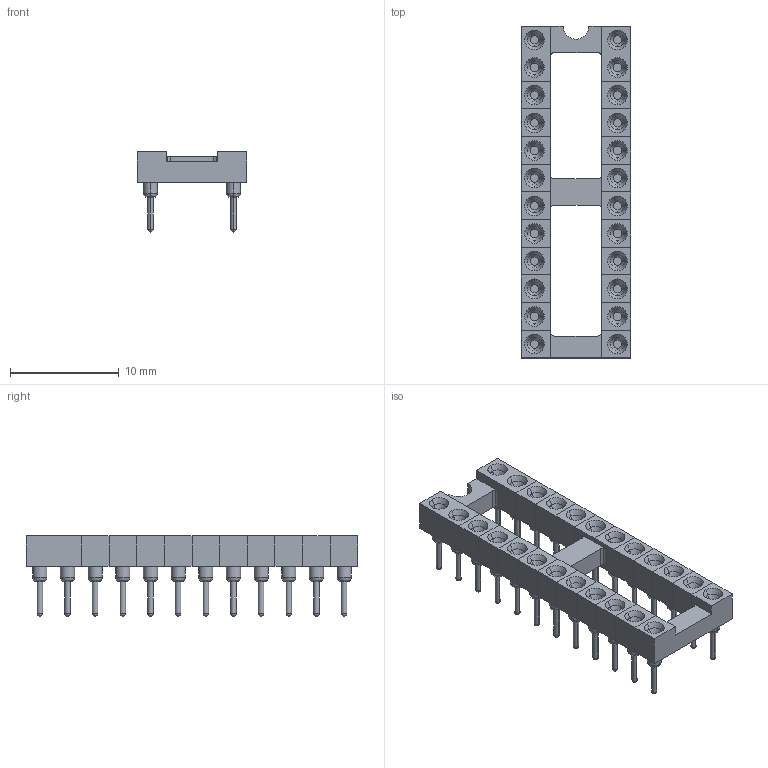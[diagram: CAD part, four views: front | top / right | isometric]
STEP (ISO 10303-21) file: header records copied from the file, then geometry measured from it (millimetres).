
FILE_DESCRIPTION((''),'2;1');
FILE_NAME('DIPS24-300.stp','2009-03-05T09:38:03',(''),(''),'Mechanical Desktop 2006','Mechanical Desktop 2006',', , ');
FILE_SCHEMA(('AUTOMOTIVE_DESIGN { 1 2 10303 214 0 1 1 1 }'));
Length unit declared in the file: millimetre
Products named in the file (1): Product
Bounding box: 10.1 x 30.48 x 7.37 mm (x, y, z)
Volume: 522.5 mm3; surface area: 2028.4 mm2
Topology: 94 solids, 94 shells, 714 faces, 1411 edges, 835 vertices
Faces by surface type: cylinder 260, plane 260, cone 96, sphere 50, bspline 48
Entity records: 19726 total; most frequent: CARTESIAN_POINT 4973, DIRECTION 3359, ORIENTED_EDGE 2672, AXIS2_PLACEMENT_3D 1356, EDGE_CURVE 1336, VERTEX_POINT 810, EDGE_LOOP 762, FACE_OUTER_BOUND 714
